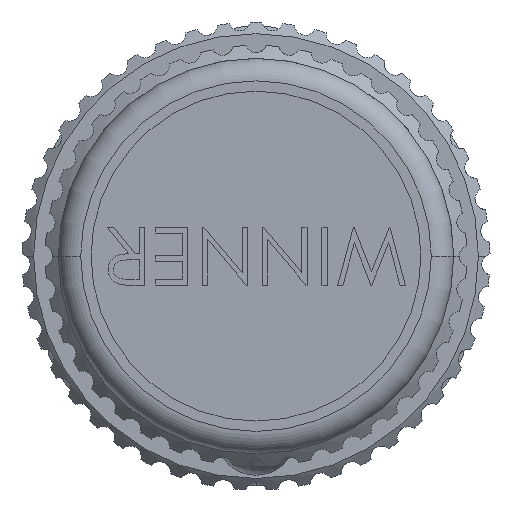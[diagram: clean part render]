
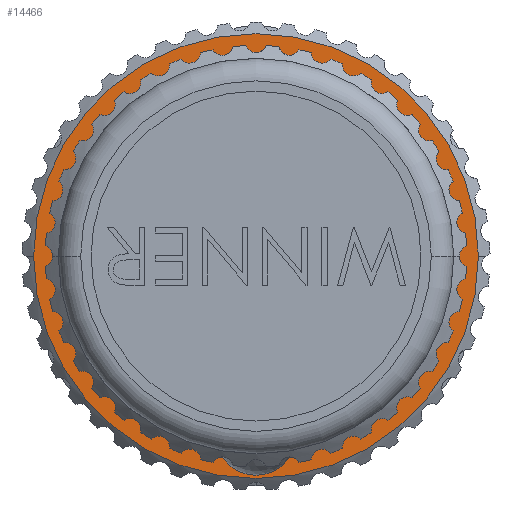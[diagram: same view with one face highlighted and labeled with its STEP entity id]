
A CAD part, left-side view. The second image highlights one B-rep face of the part: STEP entity #14466.
In plain terms, the highlighted planar face has unit normal (-1, 0, 0).
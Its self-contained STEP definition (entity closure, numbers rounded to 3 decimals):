
#253 = CARTESIAN_POINT ( 'NONE',  ( -7.904, -1.256, -9.556 ) ) ;
#706 = CARTESIAN_POINT ( 'NONE',  ( -7.904, -2.506, 9.307 ) ) ;
#800 = CARTESIAN_POINT ( 'NONE',  ( -7.907, -9.312, 2.501 ) ) ;
#2434 = CARTESIAN_POINT ( 'NONE',  ( -7.905, -4.817, -8.35 ) ) ;
#2635 = CARTESIAN_POINT ( 'NONE',  ( -7.9, 9.551, 0. ) ) ;
#2738 = CARTESIAN_POINT ( 'NONE',  ( -7.901, 5.868, -7.642 ) ) ;
#3184 = CARTESIAN_POINT ( 'NONE',  ( -7.906, -5.877, 7.642 ) ) ;
#3290 = DIRECTION ( 'NONE',  ( 0., 1., 0. ) ) ;
#3309 = CARTESIAN_POINT ( 'NONE',  ( -7.9, 0., 0. ) ) ;
#3483 = DIRECTION ( 'NONE',  ( -1., 0., 0. ) ) ;
#4834 = DIRECTION ( 'NONE',  ( -1., 0., 0. ) ) ;
#4938 = CARTESIAN_POINT ( 'NONE',  ( -7.906, -5.877, -7.642 ) ) ;
#5598 = CARTESIAN_POINT ( 'NONE',  ( -7.9, 8.345, 4.813 ) ) ;
#6392 = CARTESIAN_POINT ( 'NONE',  ( -7.9, 9.551, 0. ) ) ;
#6969 = CIRCLE ( 'NONE', #17967, 15.3 ) ;
#7240 = CARTESIAN_POINT ( 'NONE',  ( -7.901, 7.637, -5.873 ) ) ;
#7698 = CARTESIAN_POINT ( 'NONE',  ( -7.901, 7.637, 5.873 ) ) ;
#8094 = CARTESIAN_POINT ( 'NONE',  ( -7.907, -9.561, 1.251 ) ) ;
#8666 = ORIENTED_EDGE ( 'NONE', *, *, #10088, .T. ) ;
#9653 = CARTESIAN_POINT ( 'NONE',  ( -7.907, -9.561, -1.251 ) ) ;
#9847 = VERTEX_POINT ( 'NONE', #6392 ) ;
#9958 = FACE_OUTER_BOUND ( 'NONE', #19136, .T. ) ;
#10081 = CARTESIAN_POINT ( 'NONE',  ( -7.9, 9.551, 1.251 ) ) ;
#10088 = EDGE_CURVE ( 'NONE', #23779, #18389, #22132, .T. ) ;
#10176 = VERTEX_POINT ( 'NONE', #18441 ) ;
#10177 = CARTESIAN_POINT ( 'NONE',  ( -7.905, -4.817, 8.35 ) ) ;
#10813 = DIRECTION ( 'NONE',  ( -1., 0., 0. ) ) ;
#12034 = CARTESIAN_POINT ( 'NONE',  ( -7.9, 8.345, -4.813 ) ) ;
#12825 = PLANE ( 'NONE',  #18316 ) ;
#13867 = EDGE_CURVE ( 'NONE', #10176, #9847, #26861, .T. ) ;
#14466 = ADVANCED_FACE ( 'NONE', ( #27115, #9958 ), #12825, .T. ) ;
#14557 = CARTESIAN_POINT ( 'NONE',  ( -7.9, 9.302, -2.501 ) ) ;
#15625 = DIRECTION ( 'NONE',  ( 0., 1., 0. ) ) ;
#16611 = CARTESIAN_POINT ( 'NONE',  ( -7.9, 9.551, -1.251 ) ) ;
#16719 = CARTESIAN_POINT ( 'NONE',  ( -7.903, 2.496, -9.307 ) ) ;
#16910 = CARTESIAN_POINT ( 'NONE',  ( -7.904, -2.506, -9.307 ) ) ;
#17330 = CARTESIAN_POINT ( 'NONE',  ( -7.9, -15.3, 0. ) ) ;
#17392 = AXIS2_PLACEMENT_3D ( 'NONE', #29475, #3483, #3290 ) ;
#17686 = CARTESIAN_POINT ( 'NONE',  ( -7.904, -1.256, 9.556 ) ) ;
#17967 = AXIS2_PLACEMENT_3D ( 'NONE', #21709, #4834, #26515 ) ;
#18316 = AXIS2_PLACEMENT_3D ( 'NONE', #3309, #10813, #15625 ) ;
#18389 = VERTEX_POINT ( 'NONE', #21398 ) ;
#18441 = CARTESIAN_POINT ( 'NONE',  ( -7.903, -9.561, 0. ) ) ;
#19136 = EDGE_LOOP ( 'NONE', ( #8666, #26663 ) ) ;
#19881 = CARTESIAN_POINT ( 'NONE',  ( -7.902, 4.808, 8.35 ) ) ;
#20473 = EDGE_CURVE ( 'NONE', #18389, #23779, #6969, .T. ) ;
#20514 = ORIENTED_EDGE ( 'NONE', *, *, #13867, .F. ) ;
#21398 = CARTESIAN_POINT ( 'NONE',  ( -7.9, 15.3, 0. ) ) ;
#21620 = CARTESIAN_POINT ( 'NONE',  ( -7.907, -9.312, -2.501 ) ) ;
#21709 = CARTESIAN_POINT ( 'NONE',  ( -7.9, 0., 0. ) ) ;
#21976 = CARTESIAN_POINT ( 'NONE',  ( -7.901, 5.868, 7.642 ) ) ;
#22067 = CARTESIAN_POINT ( 'NONE',  ( -7.903, -9.561, 0. ) ) ;
#22132 = CIRCLE ( 'NONE', #17392, 15.3 ) ;
#22271 = CARTESIAN_POINT ( 'NONE',  ( -7.9, 9.551, 0. ) ) ;
#22956 = EDGE_CURVE ( 'NONE', #9847, #10176, #29356, .T. ) ;
#23779 = VERTEX_POINT ( 'NONE', #17330 ) ;
#23895 = CARTESIAN_POINT ( 'NONE',  ( -7.906, -7.646, -5.873 ) ) ;
#24350 = CARTESIAN_POINT ( 'NONE',  ( -7.9, 9.302, 2.501 ) ) ;
#24454 = CARTESIAN_POINT ( 'NONE',  ( -7.906, -8.355, 4.813 ) ) ;
#26212 = CARTESIAN_POINT ( 'NONE',  ( -7.902, 4.808, -8.35 ) ) ;
#26321 = CARTESIAN_POINT ( 'NONE',  ( -7.903, -9.561, 0. ) ) ;
#26515 = DIRECTION ( 'NONE',  ( 0., 1., 0. ) ) ;
#26663 = ORIENTED_EDGE ( 'NONE', *, *, #20473, .T. ) ;
#26861 = B_SPLINE_CURVE_WITH_KNOTS ( 'NONE', 3,
 ( #22067, #8094, #800, #24454, #29482, #3184, #10177, #706, #17686, #26863, #29265, #19881, #21976, #7698, #5598, #24350, #10081, #22271 ),
 .UNSPECIFIED., .F., .F.,
 ( 4, 2, 2, 2, 2, 2, 2, 2, 4 ),
 ( 0.5, 0.563, 0.625, 0.688, 0.75, 0.813, 0.875, 0.938, 1. ),
 .UNSPECIFIED. ) ;
#26863 = CARTESIAN_POINT ( 'NONE',  ( -7.903, 1.246, 9.556 ) ) ;
#27115 = FACE_BOUND ( 'NONE', #29164, .T. ) ;
#28157 = ORIENTED_EDGE ( 'NONE', *, *, #22956, .F. ) ;
#28519 = CARTESIAN_POINT ( 'NONE',  ( -7.906, -8.355, -4.813 ) ) ;
#29164 = EDGE_LOOP ( 'NONE', ( #20514, #28157 ) ) ;
#29265 = CARTESIAN_POINT ( 'NONE',  ( -7.903, 2.496, 9.307 ) ) ;
#29356 = B_SPLINE_CURVE_WITH_KNOTS ( 'NONE', 3,
 ( #2635, #16611, #14557, #12034, #7240, #2738, #26212, #16719, #30977, #253, #16910, #2434, #4938, #23895, #28519, #21620, #9653, #26321 ),
 .UNSPECIFIED., .F., .F.,
 ( 4, 2, 2, 2, 2, 2, 2, 2, 4 ),
 ( 0., 0.062, 0.125, 0.188, 0.25, 0.313, 0.375, 0.438, 0.5 ),
 .UNSPECIFIED. ) ;
#29475 = CARTESIAN_POINT ( 'NONE',  ( -7.9, 0., 0. ) ) ;
#29482 = CARTESIAN_POINT ( 'NONE',  ( -7.906, -7.646, 5.873 ) ) ;
#30977 = CARTESIAN_POINT ( 'NONE',  ( -7.903, 1.246, -9.556 ) ) ;
